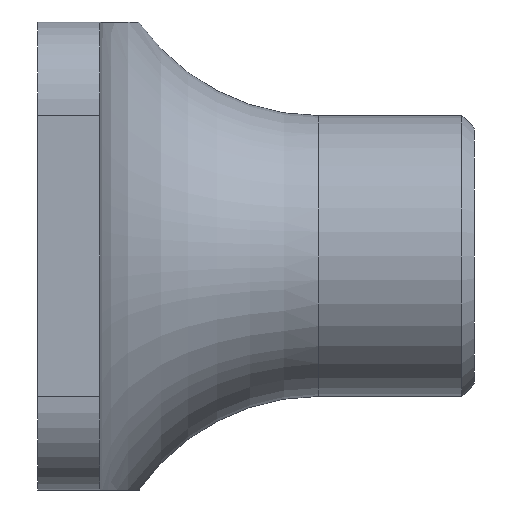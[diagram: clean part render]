
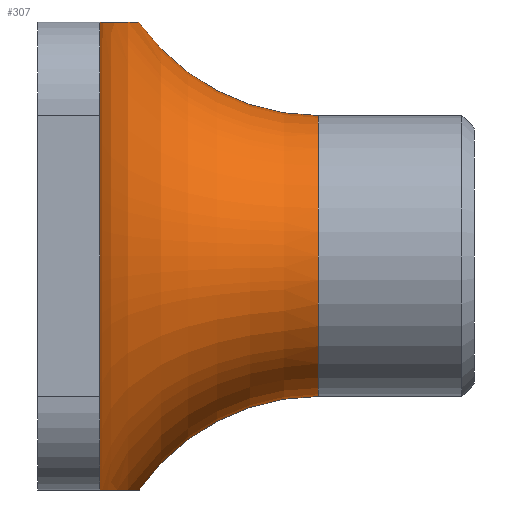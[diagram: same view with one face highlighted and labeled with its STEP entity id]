
A CAD part, left-side view. The second image highlights one B-rep face of the part: STEP entity #307.
In plain terms, the highlighted toroidal (fillet/blend) face has major radius 11.5 mm and minor radius 7 mm.
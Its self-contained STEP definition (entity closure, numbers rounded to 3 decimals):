
#15=TOROIDAL_SURFACE('',#356,11.5,7.);
#16=B_SPLINE_CURVE_WITH_KNOTS('',3,(#533,#534,#535,#536,#537,#538,#539,
#540,#541,#542),.UNSPECIFIED.,.F.,.F.,(4,2,2,2,4),(3.928,4.199,
4.471,4.614,4.758),.UNSPECIFIED.);
#17=B_SPLINE_CURVE_WITH_KNOTS('',3,(#543,#544,#545,#546,#547,#548,#549,
#550,#551,#552),.UNSPECIFIED.,.F.,.F.,(4,2,2,2,4),(3.097,3.241,
3.385,3.657,3.928),.UNSPECIFIED.);
#18=B_SPLINE_CURVE_WITH_KNOTS('',3,(#560,#561,#562,#563,#564,#565,#566,
#567,#568,#569,#570,#571,#572,#573,#574,#575,#576,#577),.UNSPECIFIED.,.F.,
 .F.,(4,2,2,2,2,2,2,2,4),(3.097,3.241,3.385,
3.657,3.928,4.199,4.471,4.614,
4.758),.UNSPECIFIED.);
#49=FACE_OUTER_BOUND('',#68,.T.);
#68=EDGE_LOOP('',(#267,#268,#269,#270,#271,#272,#273,#274,#275));
#119=CIRCLE('',#331,4.5);
#120=CIRCLE('',#332,4.5);
#126=CIRCLE('',#342,11.5);
#129=CIRCLE('',#349,11.5);
#133=CIRCLE('',#357,7.);
#137=VERTEX_POINT('',#468);
#138=VERTEX_POINT('',#469);
#147=VERTEX_POINT('',#495);
#148=VERTEX_POINT('',#497);
#156=VERTEX_POINT('',#520);
#157=VERTEX_POINT('',#522);
#160=VERTEX_POINT('',#532);
#166=EDGE_CURVE('',#137,#138,#119,.T.);
#168=EDGE_CURVE('',#138,#137,#120,.T.);
#180=EDGE_CURVE('',#148,#147,#126,.T.);
#192=EDGE_CURVE('',#157,#156,#129,.T.);
#197=EDGE_CURVE('',#157,#160,#16,.F.);
#198=EDGE_CURVE('',#160,#147,#17,.F.);
#202=EDGE_CURVE('',#138,#160,#133,.T.);
#203=EDGE_CURVE('',#148,#156,#18,.F.);
#267=ORIENTED_EDGE('',*,*,#166,.T.);
#268=ORIENTED_EDGE('',*,*,#202,.T.);
#269=ORIENTED_EDGE('',*,*,#197,.F.);
#270=ORIENTED_EDGE('',*,*,#192,.T.);
#271=ORIENTED_EDGE('',*,*,#203,.F.);
#272=ORIENTED_EDGE('',*,*,#180,.T.);
#273=ORIENTED_EDGE('',*,*,#198,.F.);
#274=ORIENTED_EDGE('',*,*,#202,.F.);
#275=ORIENTED_EDGE('',*,*,#168,.T.);
#307=ADVANCED_FACE('',(#49),#15,.F.);
#331=AXIS2_PLACEMENT_3D('',#470,#376,#377);
#332=AXIS2_PLACEMENT_3D('',#472,#379,#380);
#342=AXIS2_PLACEMENT_3D('',#498,#405,#406);
#349=AXIS2_PLACEMENT_3D('',#523,#428,#429);
#356=AXIS2_PLACEMENT_3D('',#558,#446,#447);
#357=AXIS2_PLACEMENT_3D('',#559,#448,#449);
#376=DIRECTION('center_axis',(0.,1.,0.));
#377=DIRECTION('ref_axis',(1.,0.,0.));
#379=DIRECTION('center_axis',(0.,1.,0.));
#380=DIRECTION('ref_axis',(1.,0.,0.));
#405=DIRECTION('center_axis',(0.,-1.,0.));
#406=DIRECTION('ref_axis',(1.,0.,0.));
#428=DIRECTION('center_axis',(0.,-1.,0.));
#429=DIRECTION('ref_axis',(1.,0.,0.));
#446=DIRECTION('center_axis',(0.,1.,0.));
#447=DIRECTION('ref_axis',(0.,0.,1.));
#448=DIRECTION('center_axis',(-1.,0.,0.));
#449=DIRECTION('ref_axis',(0.,0.,-1.));
#468=CARTESIAN_POINT('',(-4.5,5.,0.));
#469=CARTESIAN_POINT('',(0.,5.,-4.5));
#470=CARTESIAN_POINT('Origin',(0.,5.,0.));
#472=CARTESIAN_POINT('Origin',(0.,5.,0.));
#495=CARTESIAN_POINT('',(-8.718,12.,-7.5));
#497=CARTESIAN_POINT('',(-8.718,12.,7.5));
#498=CARTESIAN_POINT('Origin',(0.,12.,0.));
#520=CARTESIAN_POINT('',(8.718,12.,7.5));
#522=CARTESIAN_POINT('',(8.718,12.,-7.5));
#523=CARTESIAN_POINT('Origin',(0.,12.,0.));
#532=CARTESIAN_POINT('',(0.,10.745,-7.5));
#533=CARTESIAN_POINT('Ctrl Pts',(0.,10.745,-7.5));
#534=CARTESIAN_POINT('Ctrl Pts',(0.904,10.745,-7.5));
#535=CARTESIAN_POINT('Ctrl Pts',(1.881,10.879,-7.5));
#536=CARTESIAN_POINT('Ctrl Pts',(3.819,11.273,-7.5));
#537=CARTESIAN_POINT('Ctrl Pts',(4.784,11.511,-7.5));
#538=CARTESIAN_POINT('Ctrl Pts',(6.144,11.768,-7.5));
#539=CARTESIAN_POINT('Ctrl Pts',(6.665,11.853,-7.5));
#540=CARTESIAN_POINT('Ctrl Pts',(7.712,11.969,-7.5));
#541=CARTESIAN_POINT('Ctrl Pts',(8.238,12.,-7.5));
#542=CARTESIAN_POINT('Ctrl Pts',(8.718,12.,-7.5));
#543=CARTESIAN_POINT('Ctrl Pts',(-8.718,12.,-7.5));
#544=CARTESIAN_POINT('Ctrl Pts',(-8.238,12.,-7.5));
#545=CARTESIAN_POINT('Ctrl Pts',(-7.712,11.969,-7.5));
#546=CARTESIAN_POINT('Ctrl Pts',(-6.665,11.853,-7.5));
#547=CARTESIAN_POINT('Ctrl Pts',(-6.144,11.768,-7.5));
#548=CARTESIAN_POINT('Ctrl Pts',(-4.784,11.511,-7.5));
#549=CARTESIAN_POINT('Ctrl Pts',(-3.819,11.273,-7.5));
#550=CARTESIAN_POINT('Ctrl Pts',(-1.881,10.879,-7.5));
#551=CARTESIAN_POINT('Ctrl Pts',(-0.904,10.745,-7.5));
#552=CARTESIAN_POINT('Ctrl Pts',(0.,10.745,
-7.5));
#558=CARTESIAN_POINT('Origin',(0.,5.,0.));
#559=CARTESIAN_POINT('Origin',(0.,5.,-11.5));
#560=CARTESIAN_POINT('Ctrl Pts',(8.718,12.,7.5));
#561=CARTESIAN_POINT('Ctrl Pts',(8.238,12.,7.5));
#562=CARTESIAN_POINT('Ctrl Pts',(7.712,11.969,7.5));
#563=CARTESIAN_POINT('Ctrl Pts',(6.665,11.853,7.5));
#564=CARTESIAN_POINT('Ctrl Pts',(6.144,11.768,7.5));
#565=CARTESIAN_POINT('Ctrl Pts',(4.784,11.511,7.5));
#566=CARTESIAN_POINT('Ctrl Pts',(3.819,11.273,7.5));
#567=CARTESIAN_POINT('Ctrl Pts',(1.881,10.879,7.5));
#568=CARTESIAN_POINT('Ctrl Pts',(0.904,10.745,7.5));
#569=CARTESIAN_POINT('Ctrl Pts',(-0.904,10.745,7.5));
#570=CARTESIAN_POINT('Ctrl Pts',(-1.881,10.879,7.5));
#571=CARTESIAN_POINT('Ctrl Pts',(-3.819,11.273,7.5));
#572=CARTESIAN_POINT('Ctrl Pts',(-4.784,11.511,7.5));
#573=CARTESIAN_POINT('Ctrl Pts',(-6.144,11.768,7.5));
#574=CARTESIAN_POINT('Ctrl Pts',(-6.665,11.853,7.5));
#575=CARTESIAN_POINT('Ctrl Pts',(-7.712,11.969,7.5));
#576=CARTESIAN_POINT('Ctrl Pts',(-8.238,12.,7.5));
#577=CARTESIAN_POINT('Ctrl Pts',(-8.718,12.,7.5));
